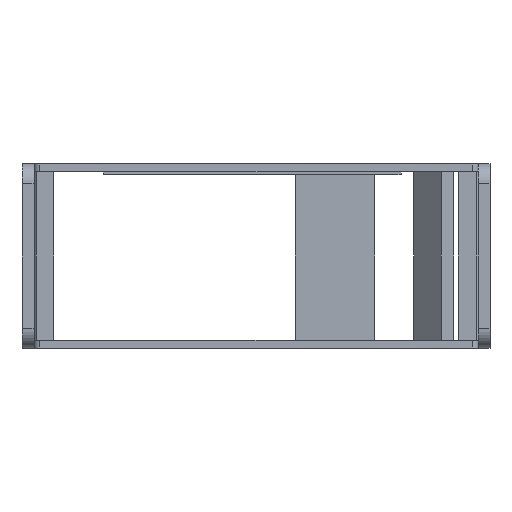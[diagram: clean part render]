
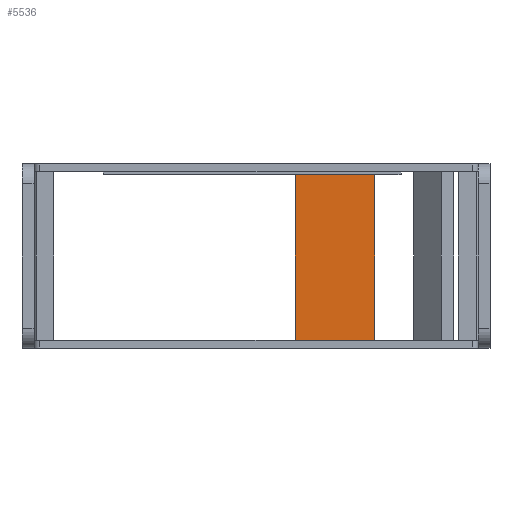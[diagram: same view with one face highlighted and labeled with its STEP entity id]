
A CAD part, front view. The second image highlights one B-rep face of the part: STEP entity #5536.
In plain terms, the highlighted face is planar.
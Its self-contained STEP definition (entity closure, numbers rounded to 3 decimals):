
#161 = DIRECTION ( 'NONE',  ( 1., 0., 0. ) ) ;
#416 = AXIS2_PLACEMENT_3D ( 'NONE', #9813, #9869, #4387 ) ;
#738 = FACE_OUTER_BOUND ( 'NONE', #8376, .T. ) ;
#1552 = EDGE_CURVE ( 'NONE', #10536, #5338, #6204, .T. ) ;
#1731 = PLANE ( 'NONE',  #416 ) ;
#1848 = ORIENTED_EDGE ( 'NONE', *, *, #1552, .F. ) ;
#1910 = VECTOR ( 'NONE', #6277, 1000. ) ;
#3077 = CARTESIAN_POINT ( 'NONE',  ( -20., -42.35, 5. ) ) ;
#3172 = EDGE_CURVE ( 'NONE', #3907, #10536, #5406, .T. ) ;
#3738 = VERTEX_POINT ( 'NONE', #3077 ) ;
#3907 = VERTEX_POINT ( 'NONE', #9528 ) ;
#4387 = DIRECTION ( 'NONE',  ( -1., 0., 0. ) ) ;
#4571 = CARTESIAN_POINT ( 'NONE',  ( 20., -42.35, 5. ) ) ;
#4635 = ORIENTED_EDGE ( 'NONE', *, *, #3172, .F. ) ;
#4691 = DIRECTION ( 'NONE',  ( 0., -1., 0. ) ) ;
#4748 = CARTESIAN_POINT ( 'NONE',  ( -20., 42.35, 5. ) ) ;
#5338 = VERTEX_POINT ( 'NONE', #4571 ) ;
#5406 = LINE ( 'NONE', #5529, #6848 ) ;
#5529 = CARTESIAN_POINT ( 'NONE',  ( -20., 42.35, 5. ) ) ;
#5536 = ADVANCED_FACE ( 'NONE', ( #738 ), #1731, .F. ) ;
#6031 = EDGE_CURVE ( 'NONE', #3738, #5338, #11435, .T. ) ;
#6204 = LINE ( 'NONE', #8026, #11280 ) ;
#6277 = DIRECTION ( 'NONE',  ( 1., 0., 0. ) ) ;
#6620 = VECTOR ( 'NONE', #4691, 1000. ) ;
#6787 = ORIENTED_EDGE ( 'NONE', *, *, #10148, .T. ) ;
#6848 = VECTOR ( 'NONE', #161, 1000. ) ;
#7038 = CARTESIAN_POINT ( 'NONE',  ( -20., -42.35, 5. ) ) ;
#7088 = ORIENTED_EDGE ( 'NONE', *, *, #6031, .T. ) ;
#8026 = CARTESIAN_POINT ( 'NONE',  ( 20., 42.35, 5. ) ) ;
#8376 = EDGE_LOOP ( 'NONE', ( #7088, #1848, #4635, #6787 ) ) ;
#9528 = CARTESIAN_POINT ( 'NONE',  ( -20., 42.35, 5. ) ) ;
#9813 = CARTESIAN_POINT ( 'NONE',  ( -20., 42.35, 5. ) ) ;
#9866 = CARTESIAN_POINT ( 'NONE',  ( 20., 42.35, 5. ) ) ;
#9869 = DIRECTION ( 'NONE',  ( 0., 0., -1. ) ) ;
#10148 = EDGE_CURVE ( 'NONE', #3907, #3738, #11520, .T. ) ;
#10536 = VERTEX_POINT ( 'NONE', #9866 ) ;
#11280 = VECTOR ( 'NONE', #11595, 1000. ) ;
#11435 = LINE ( 'NONE', #7038, #1910 ) ;
#11520 = LINE ( 'NONE', #4748, #6620 ) ;
#11595 = DIRECTION ( 'NONE',  ( 0., -1., 0. ) ) ;
